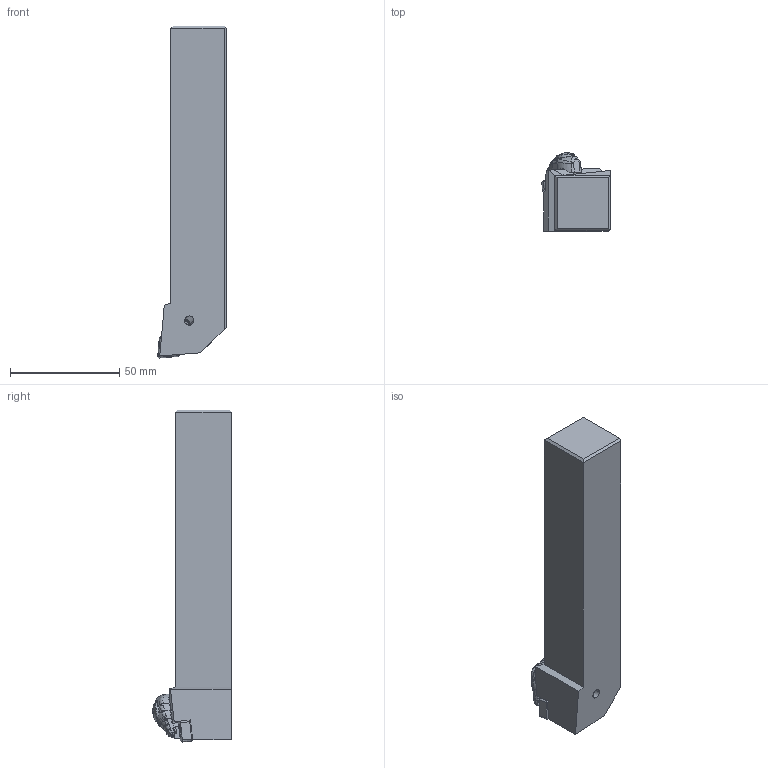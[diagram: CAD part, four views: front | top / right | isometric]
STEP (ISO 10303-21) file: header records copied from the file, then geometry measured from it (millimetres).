
FILE_DESCRIPTION(/* description */ (''),/* implementation_level */ '2;1');
FILE_NAME(/* name */ 'DCLNR-163.stp',/* time_stamp */ '2021-11-11T11:36:24+09:00',/* author */ (''),/* organization */ (''),/* preprocessor_version */ 'ST-DEVELOPER v16',/* originating_system */ 'SIEMENS PLM Software NX 10.0',/* authorisation */ '');
FILE_SCHEMA (('AUTOMOTIVE_DESIGN { 1 0 10303 214 3 1 1 1 }'));
Length unit declared in the file: millimetre
Products named in the file (1): DCLNR-163_ASM
Bounding box: 31.41 x 35.94 x 152.06 mm (x, y, z)
Volume: 98646.2 mm3; surface area: 19127.8 mm2
Topology: 6 solids, 6 shells, 256 faces, 671 edges, 426 vertices
Faces by surface type: cylinder 87, plane 64, bspline 63, torus 23, cone 15, sphere 4
Entity records: 11714 total; most frequent: CARTESIAN_POINT 5725, ORIENTED_EDGE 1326, DIRECTION 1088, EDGE_CURVE 663, AXIS2_PLACEMENT_3D 433, VERTEX_POINT 423, EDGE_LOOP 268, ADVANCED_FACE 256
